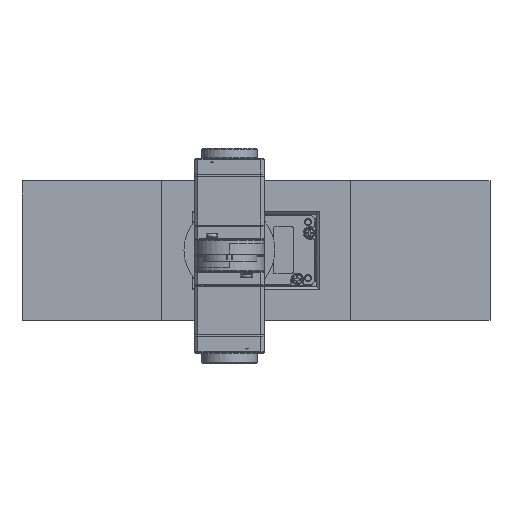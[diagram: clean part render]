
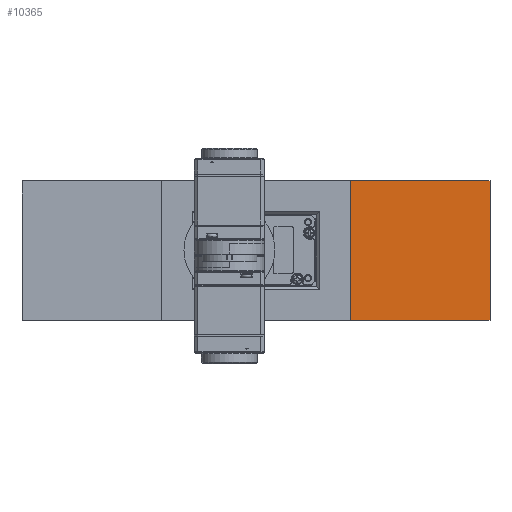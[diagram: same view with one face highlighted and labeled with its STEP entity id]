
A CAD part, top view. The second image highlights one B-rep face of the part: STEP entity #10365.
In plain terms, the highlighted planar face has unit normal (0, 0, 1).
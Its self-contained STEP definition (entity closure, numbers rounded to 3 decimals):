
#1256=FACE_OUTER_BOUND('',#1832,.T.);
#1832=EDGE_LOOP('',(#7148,#7149,#7150,#7151));
#2587=LINE('',#15254,#3656);
#2592=LINE('',#15263,#3661);
#2593=LINE('',#15265,#3662);
#2594=LINE('',#15266,#3663);
#3656=VECTOR('',#12075,10.);
#3661=VECTOR('',#12082,10.);
#3662=VECTOR('',#12083,10.);
#3663=VECTOR('',#12084,10.);
#4710=VERTEX_POINT('',#15251);
#4711=VERTEX_POINT('',#15253);
#4714=VERTEX_POINT('',#15262);
#4715=VERTEX_POINT('',#15264);
#5666=EDGE_CURVE('',#4711,#4710,#2587,.T.);
#5671=EDGE_CURVE('',#4711,#4714,#2592,.T.);
#5672=EDGE_CURVE('',#4715,#4710,#2593,.T.);
#5673=EDGE_CURVE('',#4714,#4715,#2594,.T.);
#7148=ORIENTED_EDGE('',*,*,#5671,.F.);
#7149=ORIENTED_EDGE('',*,*,#5666,.T.);
#7150=ORIENTED_EDGE('',*,*,#5672,.F.);
#7151=ORIENTED_EDGE('',*,*,#5673,.F.);
#9961=PLANE('',#10958);
#10365=ADVANCED_FACE('',(#1256),#9961,.T.);
#10958=AXIS2_PLACEMENT_3D('',#15261,#12080,#12081);
#12075=DIRECTION('',(1.,0.,0.));
#12080=DIRECTION('center_axis',(0.,0.,1.));
#12081=DIRECTION('ref_axis',(0.,-1.,0.));
#12082=DIRECTION('',(0.,1.,0.));
#12083=DIRECTION('',(0.,-1.,0.));
#12084=DIRECTION('',(1.,0.,0.));
#15251=CARTESIAN_POINT('',(74.5,14.9,-20.9));
#15253=CARTESIAN_POINT('',(34.5,14.9,-20.9));
#15254=CARTESIAN_POINT('',(34.5,14.9,-20.9));
#15261=CARTESIAN_POINT('Origin',(34.5,54.7,-20.9));
#15262=CARTESIAN_POINT('',(34.5,54.7,-20.9));
#15263=CARTESIAN_POINT('',(34.5,34.8,-20.9));
#15264=CARTESIAN_POINT('',(74.5,54.7,-20.9));
#15265=CARTESIAN_POINT('',(74.5,54.7,-20.9));
#15266=CARTESIAN_POINT('',(34.5,54.7,-20.9));
